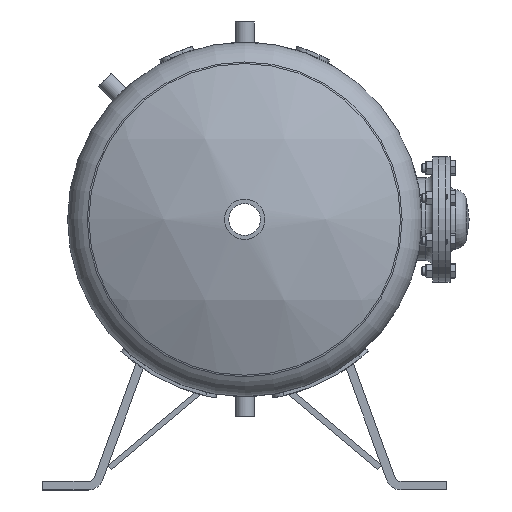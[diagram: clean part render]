
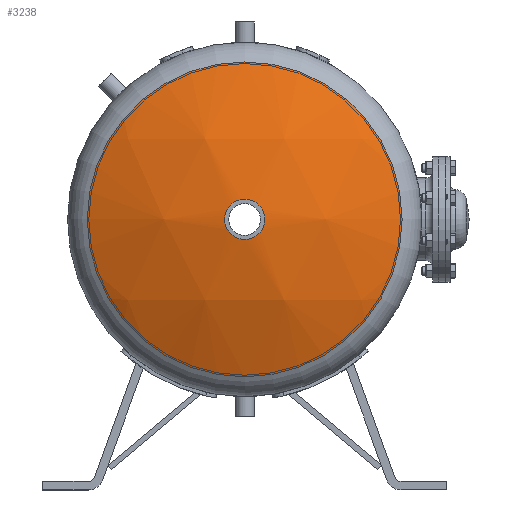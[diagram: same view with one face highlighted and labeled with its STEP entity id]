
A CAD part, left-side view. The second image highlights one B-rep face of the part: STEP entity #3238.
In plain terms, the highlighted spherical face has radius 500 mm.
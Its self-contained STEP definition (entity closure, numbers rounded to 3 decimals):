
#12=SPHERICAL_SURFACE('',#3617,500.);
#369=CIRCLE('',#3610,28.5);
#373=CIRCLE('',#3618,222.222);
#907=FACE_BOUND('',#1439,.T.);
#1100=FACE_OUTER_BOUND('',#1438,.T.);
#1438=EDGE_LOOP('',(#2952));
#1439=EDGE_LOOP('',(#2953));
#1792=VERTEX_POINT('',#6304);
#1796=VERTEX_POINT('',#6316);
#2179=EDGE_CURVE('',#1792,#1792,#369,.T.);
#2183=EDGE_CURVE('',#1796,#1796,#373,.T.);
#2952=ORIENTED_EDGE('',*,*,#2183,.F.);
#2953=ORIENTED_EDGE('',*,*,#2179,.T.);
#3238=ADVANCED_FACE('',(#1100,#907),#12,.T.);
#3610=AXIS2_PLACEMENT_3D('',#6305,#4501,#4502);
#3617=AXIS2_PLACEMENT_3D('',#6315,#4515,#4516);
#3618=AXIS2_PLACEMENT_3D('',#6317,#4517,#4518);
#4501=DIRECTION('center_axis',(0.,-1.,0.));
#4502=DIRECTION('ref_axis',(-1.,0.,0.));
#4515=DIRECTION('center_axis',(0.,0.,1.));
#4516=DIRECTION('ref_axis',(1.,0.,0.));
#4517=DIRECTION('center_axis',(0.,-1.,0.));
#4518=DIRECTION('ref_axis',(1.,0.,0.));
#6304=CARTESIAN_POINT('',(28.5,119.187,0.));
#6305=CARTESIAN_POINT('Origin',(0.,119.187,0.));
#6315=CARTESIAN_POINT('Origin',(0.,-380.,0.));
#6316=CARTESIAN_POINT('',(222.222,67.903,0.));
#6317=CARTESIAN_POINT('Origin',(0.,67.903,0.));
